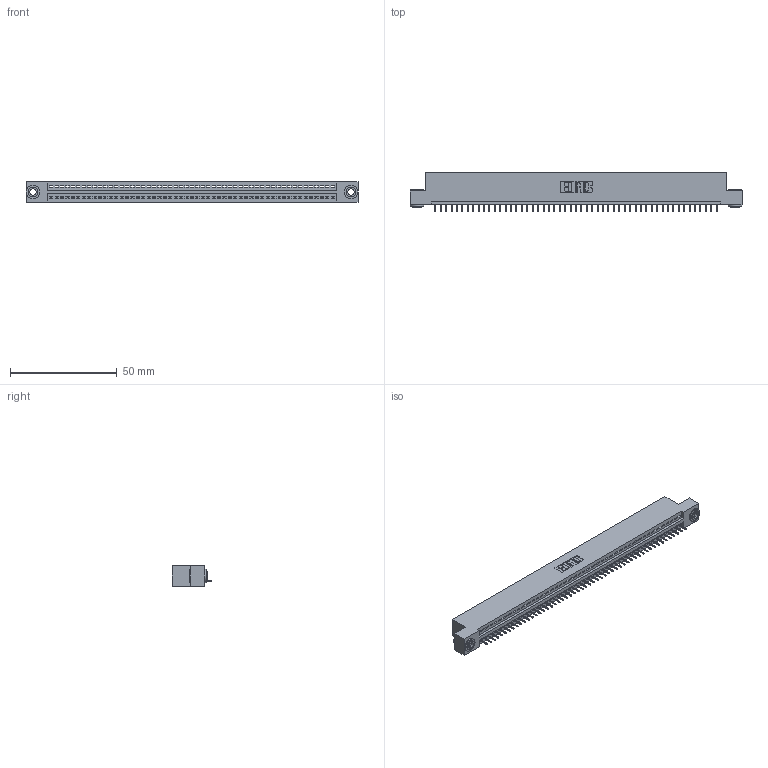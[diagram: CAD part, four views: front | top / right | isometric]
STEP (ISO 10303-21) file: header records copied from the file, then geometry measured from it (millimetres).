
FILE_DESCRIPTION (( 'STEP AP203' ), '1' );
FILE_NAME ('845-053-525-103.STEP', '2020-09-23T11:03:38', ( '' ), ( '' ), 'SwSTEP 2.0', 'SolidWorks 2020', '' );
FILE_SCHEMA (( 'CONFIG_CONTROL_DESIGN' ));
Length unit declared in the file: inch
Products named in the file (4): 345-250-002_345-250-002-102; 845 Part_Flush Mounting Lugs - 0.156 Dia-TH; 345-292-001_345-293-125; 845-053-525-103
Assembly tree (56 placements, depth 2):
  845-053-525-103
    845 Part_Flush Mounting Lugs - 0.156 Dia-TH
    345-292-001_345-293-125  x53
    345-250-002_345-250-002-102  x2
Bounding box: 155.83 x 18.72 x 9.4 mm (x, y, z)
Volume: 14693.9 mm3; surface area: 19169.2 mm2
Topology: 56 solids, 56 shells, 3450 faces, 9957 edges, 6422 vertices
Faces by surface type: plane 2528, cylinder 914, cone 8
Entity records: 39132 total; most frequent: CARTESIAN_POINT 6754, ORIENTED_EDGE 6734, DIRECTION 5915, EDGE_CURVE 3367, VECTOR 3003, LINE 3003, VERTEX_POINT 2238, AXIS2_PLACEMENT_3D 1456
